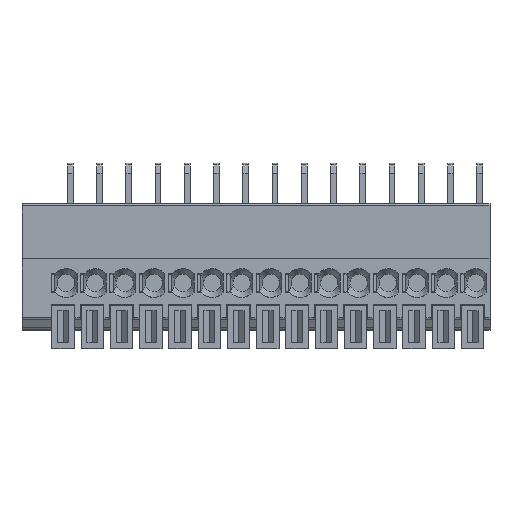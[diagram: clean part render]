
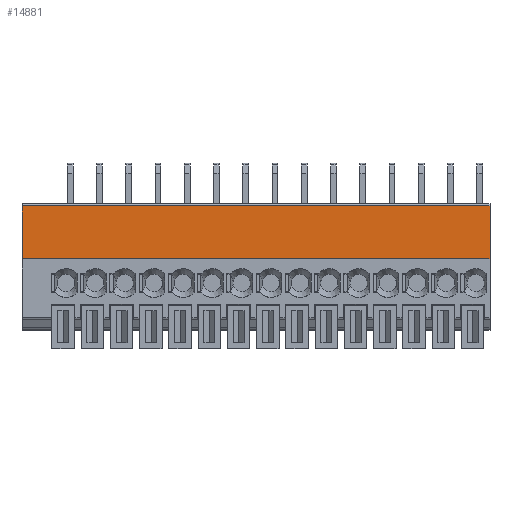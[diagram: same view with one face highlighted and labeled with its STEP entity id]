
A CAD part, left-side view. The second image highlights one B-rep face of the part: STEP entity #14881.
In plain terms, the highlighted planar face has unit normal (-1, 0, 0).
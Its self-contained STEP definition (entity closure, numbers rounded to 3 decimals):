
#745=DIRECTION('',(0.,1.,0.));
#746=VECTOR('',#745,40.64);
#747=CARTESIAN_POINT('',(-13.5,-35.56,-4.8));
#748=LINE('',#747,#746);
#749=DIRECTION('',(0.,1.,0.));
#750=VECTOR('',#749,40.64);
#751=CARTESIAN_POINT('',(-13.5,-35.56,-0.2));
#752=LINE('',#751,#750);
#3440=DIRECTION('',(0.,0.,1.));
#3441=VECTOR('',#3440,4.6);
#3442=CARTESIAN_POINT('',(-13.5,-35.56,-4.8));
#3443=LINE('',#3442,#3441);
#4256=DIRECTION('',(0.,0.,1.));
#4257=VECTOR('',#4256,4.6);
#4258=CARTESIAN_POINT('',(-13.5,5.08,-4.8));
#4259=LINE('',#4258,#4257);
#11192=CARTESIAN_POINT('',(-13.5,5.08,-4.8));
#11193=VERTEX_POINT('',#11192);
#11194=CARTESIAN_POINT('',(-13.5,5.08,-0.2));
#11195=VERTEX_POINT('',#11194);
#13591=CARTESIAN_POINT('',(-13.5,-35.56,-4.8));
#13593=VERTEX_POINT('',#13591);
#13594=CARTESIAN_POINT('',(-13.5,-35.56,-0.2));
#13595=VERTEX_POINT('',#13594);
#14867=CARTESIAN_POINT('',(-13.5,0.,-4.8));
#14868=DIRECTION('',(-1.,0.,0.));
#14869=DIRECTION('',(0.,0.,1.));
#14870=AXIS2_PLACEMENT_3D('',#14867,#14868,#14869);
#14871=PLANE('',#14870);
#14873=ORIENTED_EDGE('',*,*,#14872,.F.);
#14875=ORIENTED_EDGE('',*,*,#14874,.F.);
#14876=ORIENTED_EDGE('',*,*,#14857,.T.);
#14878=ORIENTED_EDGE('',*,*,#14877,.T.);
#14879=EDGE_LOOP('',(#14873,#14875,#14876,#14878));
#14880=FACE_OUTER_BOUND('',#14879,.F.);
#14857=EDGE_CURVE('',#13593,#11193,#748,.T.);
#14872=EDGE_CURVE('',#13595,#11195,#752,.T.);
#14874=EDGE_CURVE('',#13593,#13595,#3443,.T.);
#14877=EDGE_CURVE('',#11193,#11195,#4259,.T.);
#14881=ADVANCED_FACE('',(#14880),#14871,.T.);
